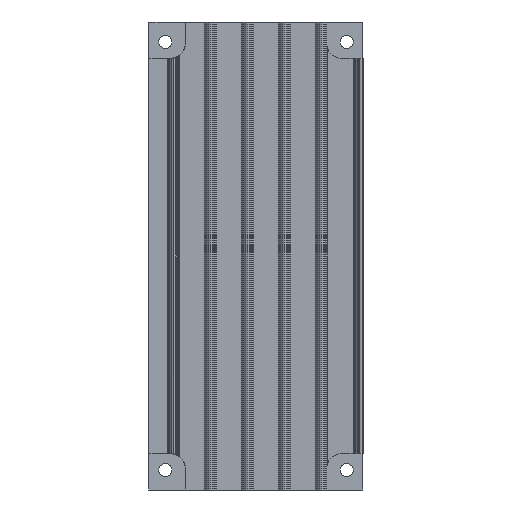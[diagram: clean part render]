
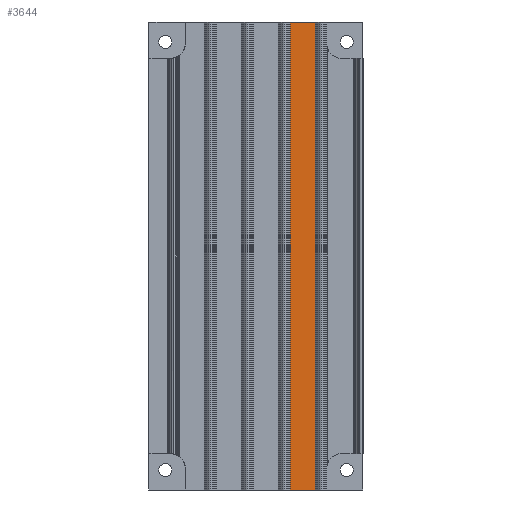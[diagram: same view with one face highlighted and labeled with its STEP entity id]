
A CAD part, front view. The second image highlights one B-rep face of the part: STEP entity #3644.
In plain terms, the highlighted planar face has unit normal (0, -1, 0).
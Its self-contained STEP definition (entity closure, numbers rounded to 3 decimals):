
#3644=ADVANCED_FACE('',(#9962),#9964,.T.);
#9962=FACE_BOUND('',#9963,.T.);
#9963=EDGE_LOOP('',(#15837,#15838,#15839,#15840));
#9964=PLANE('',#9965);
#9965=AXIS2_PLACEMENT_3D('',#9966,#9967,#9968);
#9966=CARTESIAN_POINT('',(-122.3,-7.,0.));
#9967=DIRECTION('',(0.,-1.,0.));
#9968=DIRECTION('',(1.,0.,0.));
#15837=ORIENTED_EDGE('',*,*,#19044,.T.);
#15838=ORIENTED_EDGE('',*,*,#19359,.F.);
#15839=ORIENTED_EDGE('',*,*,#18247,.T.);
#15840=ORIENTED_EDGE('',*,*,#19358,.F.);
#18247=EDGE_CURVE('',#21239,#21237,#21240,.T.);
#19044=EDGE_CURVE('',#22825,#22823,#22826,.F.);
#19358=EDGE_CURVE('',#22825,#21237,#23284,.T.);
#19359=EDGE_CURVE('',#21239,#22823,#23285,.T.);
#21237=VERTEX_POINT('',#27103);
#21239=VERTEX_POINT('',#27107);
#21240=LINE('',#27108,#27109);
#22823=VERTEX_POINT('',#30295);
#22825=VERTEX_POINT('',#30299);
#22826=LINE('',#30300,#30301);
#23284=LINE('',#31402,#31403);
#23285=LINE('',#31405,#31406);
#27103=CARTESIAN_POINT('',(-13.1,-7.,0.));
#27107=CARTESIAN_POINT('',(-20.1,-7.,0.));
#27108=CARTESIAN_POINT('',(-20.1,-7.,0.));
#27109=VECTOR('',#27110,1.);
#27110=DIRECTION('',(1.,0.,0.));
#30295=CARTESIAN_POINT('',(-20.1,-7.,129.));
#30299=CARTESIAN_POINT('',(-13.1,-7.,129.));
#30300=CARTESIAN_POINT('',(-20.1,-7.,129.));
#30301=VECTOR('',#30302,1.);
#30302=DIRECTION('',(1.,0.,0.));
#31402=CARTESIAN_POINT('',(-13.1,-7.,129.));
#31403=VECTOR('',#31404,1.);
#31404=DIRECTION('',(0.,0.,-1.));
#31405=CARTESIAN_POINT('',(-20.1,-7.,0.));
#31406=VECTOR('',#31407,1.);
#31407=DIRECTION('',(0.,0.,1.));
